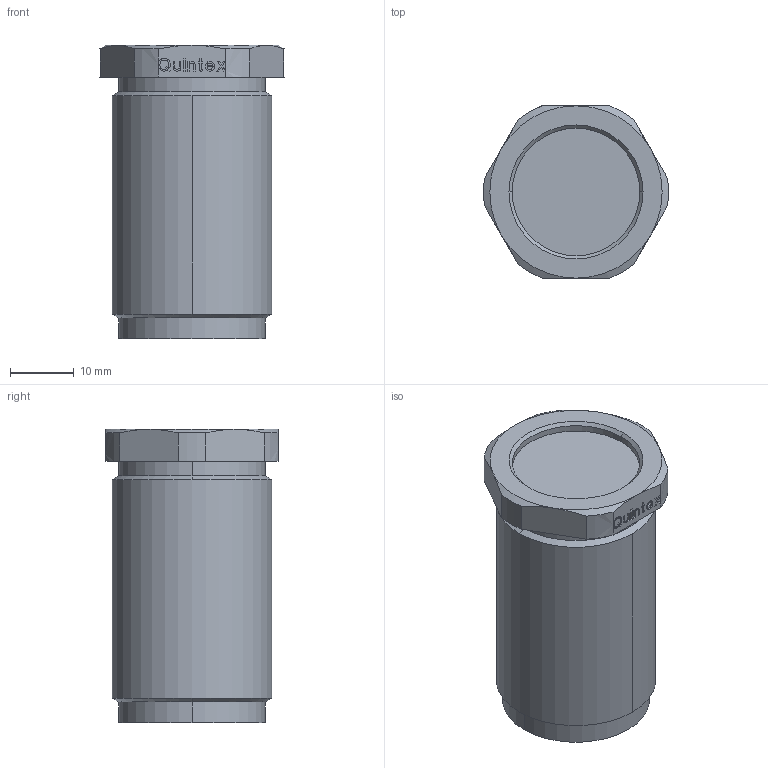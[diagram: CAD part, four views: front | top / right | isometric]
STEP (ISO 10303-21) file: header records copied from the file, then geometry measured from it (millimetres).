
FILE_DESCRIPTION(('Creo Elements/Direct Modeling STEP Export'),'2;1');
FILE_NAME('1040_Gewindehülse_M24x1,5_Lang.stp','2017-07-20T 9:39:37',(''),(''),'Creo Elements/Direct Modeling STEP processor for AP214 (Solid Model)','Creo Elements/Direct Modeling 18.1E 22-Nov-2013 (C) Parametric Technology GmbH','');
FILE_SCHEMA(('AUTOMOTIVE_DESIGN { 1 0 10303 214 1 1 1 1 }'));
Length unit declared in the file: millimetre
Products named in the file (1): T1.1.1
Bounding box: 28.96 x 27 x 46 mm (x, y, z)
Volume: 22117.7 mm3; surface area: 5264.3 mm2
Topology: 1 solids, 2 shells, 479 faces, 1348 edges, 894 vertices
Faces by surface type: plane 444, cylinder 21, cone 14
Full cylindrical faces by diameter (mm): 25 x1
Entity records: 15101 total; most frequent: CARTESIAN_POINT 2820, ORIENTED_EDGE 2694, DIRECTION 2270, EDGE_CURVE 1347, VECTOR 1270, LINE 1270, VERTEX_POINT 894, EDGE_LOOP 503
